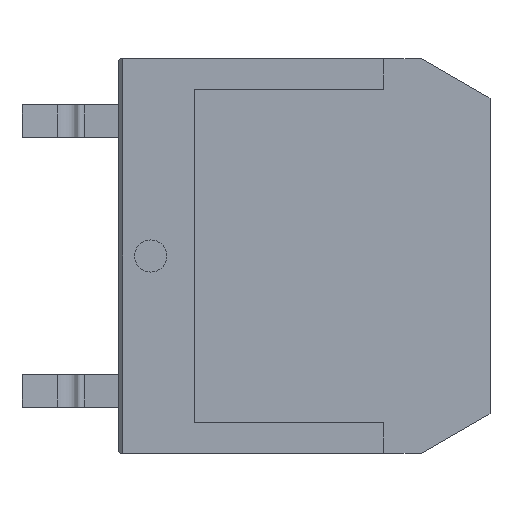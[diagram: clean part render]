
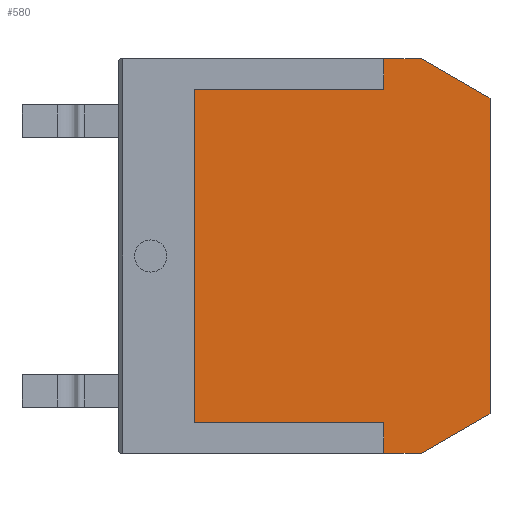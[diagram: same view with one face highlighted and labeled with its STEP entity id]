
A CAD part, front view. The second image highlights one B-rep face of the part: STEP entity #580.
In plain terms, the highlighted planar face has unit normal (0, -1, 0).
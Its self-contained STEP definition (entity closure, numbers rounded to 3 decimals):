
#42 = DIRECTION ( 'NONE',  ( 0.866, 0., 0.5 ) ) ;
#50 = DIRECTION ( 'NONE',  ( 1., 0., 0. ) ) ;
#67 = EDGE_CURVE ( 'NONE', #1026, #2029, #1722, .T. ) ;
#94 = CARTESIAN_POINT ( 'NONE',  ( 5.15, 0., 0. ) ) ;
#97 = VECTOR ( 'NONE', #42, 1000. ) ;
#200 = VECTOR ( 'NONE', #922, 1000. ) ;
#213 = EDGE_CURVE ( 'NONE', #676, #1085, #1449, .T. ) ;
#226 = EDGE_CURVE ( 'NONE', #1014, #1176, #1274, .T. ) ;
#275 = LINE ( 'NONE', #953, #1934 ) ;
#333 = ORIENTED_EDGE ( 'NONE', *, *, #226, .T. ) ;
#334 = ORIENTED_EDGE ( 'NONE', *, *, #947, .F. ) ;
#347 = VECTOR ( 'NONE', #581, 1000. ) ;
#351 = ORIENTED_EDGE ( 'NONE', *, *, #1777, .F. ) ;
#380 = AXIS2_PLACEMENT_3D ( 'NONE', #1940, #741, #606 ) ;
#382 = CARTESIAN_POINT ( 'NONE',  ( 5.15, 0., -6.725 ) ) ;
#402 = CARTESIAN_POINT ( 'NONE',  ( 9.45, 0., 6.375 ) ) ;
#407 = CARTESIAN_POINT ( 'NONE',  ( 6.585, 0., 8.029 ) ) ;
#417 = CARTESIAN_POINT ( 'NONE',  ( -2.5, 0., 6.725 ) ) ;
#517 = DIRECTION ( 'NONE',  ( 1., 0., 0. ) ) ;
#529 = EDGE_CURVE ( 'NONE', #1503, #1176, #1895, .T. ) ;
#534 = CARTESIAN_POINT ( 'NONE',  ( 1.95, 0., -6.725 ) ) ;
#574 = FACE_OUTER_BOUND ( 'NONE', #1122, .T. ) ;
#580 = ADVANCED_FACE ( 'NONE', ( #574 ), #1091, .F. ) ;
#581 = DIRECTION ( 'NONE',  ( 0., 0., 1. ) ) ;
#597 = DIRECTION ( 'NONE',  ( 0., 0., 1. ) ) ;
#598 = VECTOR ( 'NONE', #1908, 1000. ) ;
#606 = DIRECTION ( 'NONE',  ( 0., 0., 1. ) ) ;
#645 = ORIENTED_EDGE ( 'NONE', *, *, #1943, .F. ) ;
#676 = VERTEX_POINT ( 'NONE', #417 ) ;
#703 = VERTEX_POINT ( 'NONE', #1576 ) ;
#731 = CARTESIAN_POINT ( 'NONE',  ( 6.585, 0., -8.029 ) ) ;
#741 = DIRECTION ( 'NONE',  ( 0., 1., 0. ) ) ;
#788 = DIRECTION ( 'NONE',  ( 1., 0., 0. ) ) ;
#834 = VERTEX_POINT ( 'NONE', #382 ) ;
#851 = LINE ( 'NONE', #1726, #2002 ) ;
#855 = EDGE_CURVE ( 'NONE', #938, #1026, #851, .T. ) ;
#893 = CARTESIAN_POINT ( 'NONE',  ( 9.45, 0., -6.375 ) ) ;
#922 = DIRECTION ( 'NONE',  ( -0.866, 0., 0.5 ) ) ;
#936 = LINE ( 'NONE', #94, #347 ) ;
#938 = VERTEX_POINT ( 'NONE', #2100 ) ;
#947 = EDGE_CURVE ( 'NONE', #938, #834, #936, .T. ) ;
#948 = CARTESIAN_POINT ( 'NONE',  ( 6.679, 0., 7.975 ) ) ;
#953 = CARTESIAN_POINT ( 'NONE',  ( 9.45, 0., 0. ) ) ;
#968 = DIRECTION ( 'NONE',  ( 0., 0., 1. ) ) ;
#979 = LINE ( 'NONE', #991, #1996 ) ;
#991 = CARTESIAN_POINT ( 'NONE',  ( 5.15, 0., 0. ) ) ;
#1014 = VERTEX_POINT ( 'NONE', #402 ) ;
#1026 = VERTEX_POINT ( 'NONE', #1235 ) ;
#1037 = CARTESIAN_POINT ( 'NONE',  ( 1.95, 0., 7.975 ) ) ;
#1079 = LINE ( 'NONE', #2107, #1412 ) ;
#1085 = VERTEX_POINT ( 'NONE', #1627 ) ;
#1091 = PLANE ( 'NONE',  #380 ) ;
#1122 = EDGE_LOOP ( 'NONE', ( #645, #2160, #351, #1825, #334, #1414, #1553, #1671, #333, #1801 ) ) ;
#1176 = VERTEX_POINT ( 'NONE', #948 ) ;
#1235 = CARTESIAN_POINT ( 'NONE',  ( 6.679, 0., -7.975 ) ) ;
#1274 = LINE ( 'NONE', #407, #200 ) ;
#1412 = VECTOR ( 'NONE', #597, 1000. ) ;
#1414 = ORIENTED_EDGE ( 'NONE', *, *, #855, .T. ) ;
#1449 = LINE ( 'NONE', #1785, #1747 ) ;
#1500 = CARTESIAN_POINT ( 'NONE',  ( 5.15, 0., 7.975 ) ) ;
#1503 = VERTEX_POINT ( 'NONE', #1500 ) ;
#1553 = ORIENTED_EDGE ( 'NONE', *, *, #67, .T. ) ;
#1559 = EDGE_CURVE ( 'NONE', #834, #703, #1565, .T. ) ;
#1565 = LINE ( 'NONE', #534, #598 ) ;
#1576 = CARTESIAN_POINT ( 'NONE',  ( -2.5, 0., -6.725 ) ) ;
#1623 = DIRECTION ( 'NONE',  ( 0., 0., 1. ) ) ;
#1627 = CARTESIAN_POINT ( 'NONE',  ( 5.15, 0., 6.725 ) ) ;
#1671 = ORIENTED_EDGE ( 'NONE', *, *, #1842, .T. ) ;
#1722 = LINE ( 'NONE', #731, #97 ) ;
#1726 = CARTESIAN_POINT ( 'NONE',  ( 1.95, 0., -7.975 ) ) ;
#1747 = VECTOR ( 'NONE', #788, 1000. ) ;
#1750 = VECTOR ( 'NONE', #50, 1000. ) ;
#1777 = EDGE_CURVE ( 'NONE', #703, #676, #1079, .T. ) ;
#1785 = CARTESIAN_POINT ( 'NONE',  ( 1.95, 0., 6.725 ) ) ;
#1801 = ORIENTED_EDGE ( 'NONE', *, *, #529, .F. ) ;
#1825 = ORIENTED_EDGE ( 'NONE', *, *, #1559, .F. ) ;
#1842 = EDGE_CURVE ( 'NONE', #2029, #1014, #275, .T. ) ;
#1895 = LINE ( 'NONE', #1037, #1750 ) ;
#1908 = DIRECTION ( 'NONE',  ( -1., 0., 0. ) ) ;
#1934 = VECTOR ( 'NONE', #1623, 1000. ) ;
#1940 = CARTESIAN_POINT ( 'NONE',  ( 1.95, 0., 0. ) ) ;
#1943 = EDGE_CURVE ( 'NONE', #1085, #1503, #979, .T. ) ;
#1996 = VECTOR ( 'NONE', #968, 1000. ) ;
#2002 = VECTOR ( 'NONE', #517, 1000. ) ;
#2029 = VERTEX_POINT ( 'NONE', #893 ) ;
#2100 = CARTESIAN_POINT ( 'NONE',  ( 5.15, 0., -7.975 ) ) ;
#2107 = CARTESIAN_POINT ( 'NONE',  ( -2.5, 0., 0. ) ) ;
#2160 = ORIENTED_EDGE ( 'NONE', *, *, #213, .F. ) ;
